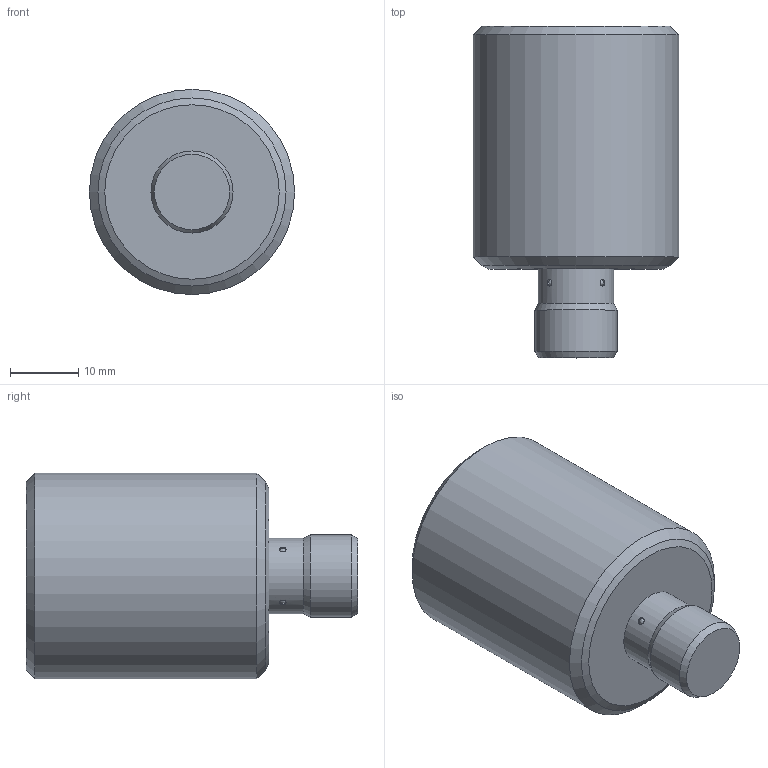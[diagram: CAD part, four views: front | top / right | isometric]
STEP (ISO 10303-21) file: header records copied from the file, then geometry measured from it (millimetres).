
FILE_DESCRIPTION (( 'STEP AP214' ), '1' );
FILE_NAME ('DW-AS-50x-M30-120.STEP', '2019-09-11T17:33:32', ( '' ), ( '' ), 'SwSTEP 2.0', 'SolidWorks 2018', '' );
FILE_SCHEMA (( 'AUTOMOTIVE_DESIGN' ));
Length unit declared in the file: inch
Products named in the file (1): DW-AS-50x-M30-120
Bounding box: 30 x 48.5 x 30 mm (x, y, z)
Volume: 26233.9 mm3; surface area: 5069.2 mm2
Topology: 1 solids, 1 shells, 19 faces, 46 edges, 26 vertices
Faces by surface type: cylinder 7, cone 5, bspline 4, plane 3
Full cylindrical faces by diameter (mm): 1 x4, 11 x1, 12 x1, 30 x1
Entity records: 554 total; most frequent: CARTESIAN_POINT 192, DIRECTION 68, ORIENTED_EDGE 44, EDGE_LOOP 36, AXIS2_PLACEMENT_3D 34, FACE_OUTER_BOUND 26, VERTEX_POINT 22, EDGE_CURVE 22
